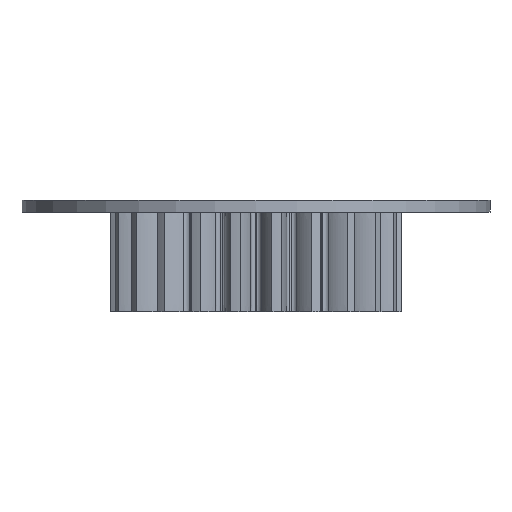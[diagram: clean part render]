
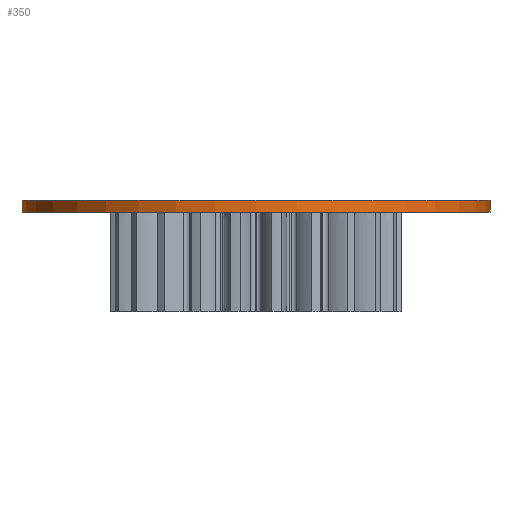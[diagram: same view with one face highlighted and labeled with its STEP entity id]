
A CAD part, front view. The second image highlights one B-rep face of the part: STEP entity #350.
In plain terms, the highlighted cylindrical face has radius 40 mm (diameter 80 mm), a full revolution.
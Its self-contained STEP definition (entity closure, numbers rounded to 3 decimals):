
#350=ADVANCED_FACE('',(#2427,#2429),#2431,.T.);
#2427=FACE_OUTER_BOUND('',#2428,.T.);
#2428=EDGE_LOOP('',(#5524));
#2429=FACE_OUTER_BOUND('',#2430,.T.);
#2430=EDGE_LOOP('',(#5525));
#2431=CYLINDRICAL_SURFACE('',#2432,40.);
#2432=AXIS2_PLACEMENT_3D('',#2433,#2434,#2435);
#2433=CARTESIAN_POINT('',(0.,0.,27.073));
#2434=DIRECTION('',(0.,0.,-1.));
#2435=DIRECTION('',(1.,0.,0.));
#5524=ORIENTED_EDGE('',*,*,#9339,.F.);
#5525=ORIENTED_EDGE('',*,*,#10140,.F.);
#9339=EDGE_CURVE('',#10684,#10684,#10685,.F.);
#10140=EDGE_CURVE('',#11997,#11997,#11998,.T.);
#10684=VERTEX_POINT('',#12953);
#10685=CIRCLE('',#12954,40.);
#11997=VERTEX_POINT('',#15870);
#11998=CIRCLE('',#15871,40.);
#12953=CARTESIAN_POINT('',(40.,0.,26.073));
#12954=AXIS2_PLACEMENT_3D('',#12955,#12956,#12957);
#12955=CARTESIAN_POINT('',(0.,0.,26.073));
#12956=DIRECTION('',(0.,0.,-1.));
#12957=DIRECTION('',(1.,0.,0.));
#15870=CARTESIAN_POINT('',(40.,0.,24.073));
#15871=AXIS2_PLACEMENT_3D('',#15872,#15873,#15874);
#15872=CARTESIAN_POINT('',(0.,0.,24.073));
#15873=DIRECTION('',(0.,0.,-1.));
#15874=DIRECTION('',(1.,0.,0.));
